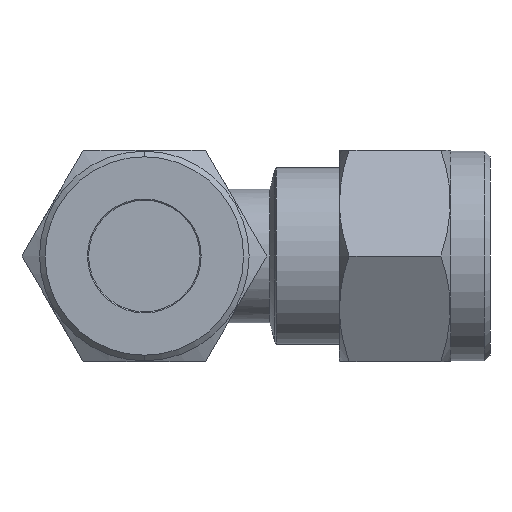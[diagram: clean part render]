
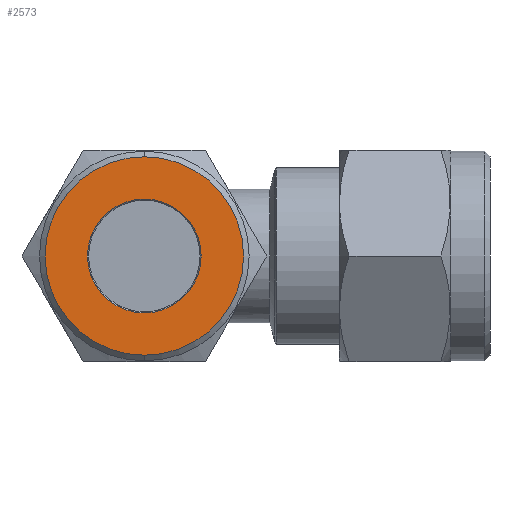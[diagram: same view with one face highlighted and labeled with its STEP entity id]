
A CAD part, left-side view. The second image highlights one B-rep face of the part: STEP entity #2573.
In plain terms, the highlighted planar face has unit normal (-1, 0, 0).
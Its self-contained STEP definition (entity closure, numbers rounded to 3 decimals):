
#26 = CARTESIAN_POINT ( 'NONE',  ( -32., 25.5, 0. ) ) ;
#27 = DIRECTION ( 'NONE',  ( 1., 0., 0. ) ) ;
#28 = DIRECTION ( 'NONE',  ( 0., 0., -1. ) ) ;
#137 = ORIENTED_EDGE ( 'NONE', *, *, #1056, .T. ) ;
#138 = ORIENTED_EDGE ( 'NONE', *, *, #1920, .T. ) ;
#139 = ORIENTED_EDGE ( 'NONE', *, *, #1911, .T. ) ;
#140 = ORIENTED_EDGE ( 'NONE', *, *, #1055, .T. ) ;
#306 = VERTEX_POINT ( 'NONE', #2903 ) ;
#309 = VERTEX_POINT ( 'NONE', #2902 ) ;
#320 = VERTEX_POINT ( 'NONE', #2914 ) ;
#321 = VERTEX_POINT ( 'NONE', #2915 ) ;
#449 = EDGE_LOOP ( 'NONE', ( #138, #137 ) ) ;
#454 = EDGE_LOOP ( 'NONE', ( #140, #139 ) ) ;
#731 = CARTESIAN_POINT ( 'NONE',  ( -32., 25.5, 0. ) ) ;
#732 = DIRECTION ( 'NONE',  ( -1., 0., 0. ) ) ;
#733 = DIRECTION ( 'NONE',  ( 0., 0., 1. ) ) ;
#1055 = EDGE_CURVE ( 'NONE', #309, #306, #2619, .T. ) ;
#1056 = EDGE_CURVE ( 'NONE', #320, #321, #2620, .T. ) ;
#1226 = CARTESIAN_POINT ( 'NONE',  ( -32., 25.5, 0. ) ) ;
#1227 = DIRECTION ( 'NONE',  ( -1., 0., 0. ) ) ;
#1228 = DIRECTION ( 'NONE',  ( 0., 0., 1. ) ) ;
#1231 = CARTESIAN_POINT ( 'NONE',  ( -32., 25.5, 0. ) ) ;
#1232 = DIRECTION ( 'NONE',  ( 1., 0., 0. ) ) ;
#1233 = DIRECTION ( 'NONE',  ( 0., 0., -1. ) ) ;
#1495 = DIRECTION ( 'NONE',  ( -1., 0., 0. ) ) ;
#1496 = CARTESIAN_POINT ( 'NONE',  ( -32., 34.9, 0. ) ) ;
#1498 = PLANE ( 'NONE',  #2050 ) ;
#1500 = DIRECTION ( 'NONE',  ( 0., 0., 1. ) ) ;
#1911 = EDGE_CURVE ( 'NONE', #306, #309, #2652, .T. ) ;
#1920 = EDGE_CURVE ( 'NONE', #321, #320, #2668, .T. ) ;
#1950 = AXIS2_PLACEMENT_3D ( 'NONE', #1226, #1227, #1228 ) ;
#1951 = AXIS2_PLACEMENT_3D ( 'NONE', #1231, #1232, #1233 ) ;
#1964 = AXIS2_PLACEMENT_3D ( 'NONE', #731, #732, #733 ) ;
#1969 = AXIS2_PLACEMENT_3D ( 'NONE', #26, #27, #28 ) ;
#2050 = AXIS2_PLACEMENT_3D ( 'NONE', #1496, #1495, #1500 ) ;
#2573 = ADVANCED_FACE ( 'NONE', ( #2819, #2821 ), #1498, .T. ) ;
#2619 = CIRCLE ( 'NONE', #1950, 8.9 ) ;
#2620 = CIRCLE ( 'NONE', #1951, 5.1 ) ;
#2652 = CIRCLE ( 'NONE', #1964, 8.9 ) ;
#2668 = CIRCLE ( 'NONE', #1969, 5.1 ) ;
#2819 = FACE_OUTER_BOUND ( 'NONE', #454, .T. ) ;
#2821 = FACE_BOUND ( 'NONE', #449, .T. ) ;
#2902 = CARTESIAN_POINT ( 'NONE',  ( -32., 25.5, -8.9 ) ) ;
#2903 = CARTESIAN_POINT ( 'NONE',  ( -32., 25.5, 8.9 ) ) ;
#2914 = CARTESIAN_POINT ( 'NONE',  ( -32., 25.5, -5.1 ) ) ;
#2915 = CARTESIAN_POINT ( 'NONE',  ( -32., 25.5, 5.1 ) ) ;
